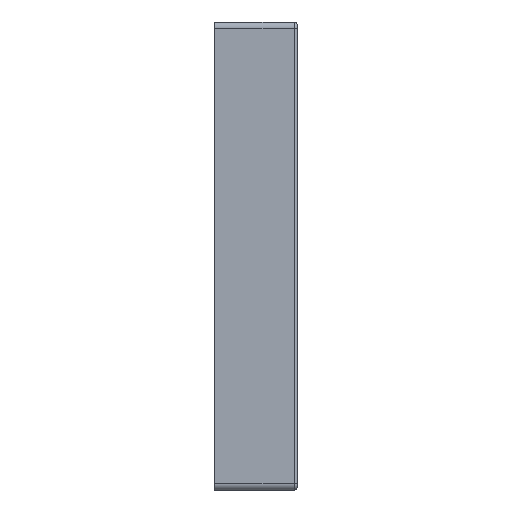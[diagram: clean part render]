
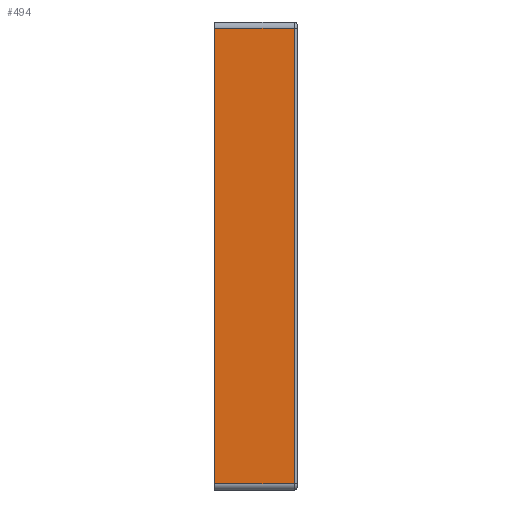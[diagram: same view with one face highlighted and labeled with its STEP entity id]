
A CAD part, left-side view. The second image highlights one B-rep face of the part: STEP entity #494.
In plain terms, the highlighted planar face has unit normal (-1, 0, 0).
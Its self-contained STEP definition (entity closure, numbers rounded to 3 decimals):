
#20 = DIRECTION ( 'NONE',  ( 0., 0., 1. ) ) ;
#44 = VERTEX_POINT ( 'NONE', #6443 ) ;
#240 = LINE ( 'NONE', #2763, #3015 ) ;
#494 = ADVANCED_FACE ( 'NONE', ( #1140 ), #7347, .F. ) ;
#703 = EDGE_CURVE ( 'NONE', #44, #6958, #2767, .T. ) ;
#861 = VECTOR ( 'NONE', #4816, 1000. ) ;
#1140 = FACE_OUTER_BOUND ( 'NONE', #5087, .T. ) ;
#1169 = LINE ( 'NONE', #3779, #6738 ) ;
#1435 = DIRECTION ( 'NONE',  ( 0., -1., 0. ) ) ;
#1638 = VERTEX_POINT ( 'NONE', #2861 ) ;
#2763 = CARTESIAN_POINT ( 'NONE',  ( -56., 13.25, -36.5 ) ) ;
#2767 = LINE ( 'NONE', #6000, #8022 ) ;
#2861 = CARTESIAN_POINT ( 'NONE',  ( -56., 13.25, -36.5 ) ) ;
#3015 = VECTOR ( 'NONE', #1435, 1000. ) ;
#3450 = EDGE_CURVE ( 'NONE', #5397, #44, #1169, .T. ) ;
#3541 = ORIENTED_EDGE ( 'NONE', *, *, #4858, .T. ) ;
#3563 = ORIENTED_EDGE ( 'NONE', *, *, #703, .T. ) ;
#3779 = CARTESIAN_POINT ( 'NONE',  ( -56., 0.5, -37.5 ) ) ;
#4325 = DIRECTION ( 'NONE',  ( 1., 0., 0. ) ) ;
#4816 = DIRECTION ( 'NONE',  ( 0., 0., 1. ) ) ;
#4858 = EDGE_CURVE ( 'NONE', #1638, #5397, #240, .T. ) ;
#5087 = EDGE_LOOP ( 'NONE', ( #3541, #7710, #3563, #7955 ) ) ;
#5261 = CARTESIAN_POINT ( 'NONE',  ( -56., 13.25, 36.5 ) ) ;
#5397 = VERTEX_POINT ( 'NONE', #7371 ) ;
#5449 = CARTESIAN_POINT ( 'NONE',  ( -56., 13.25, -37.5 ) ) ;
#5485 = DIRECTION ( 'NONE',  ( 0., 0., -1. ) ) ;
#5527 = CARTESIAN_POINT ( 'NONE',  ( -56., 13.25, -37.5 ) ) ;
#5946 = AXIS2_PLACEMENT_3D ( 'NONE', #5527, #4325, #5485 ) ;
#6000 = CARTESIAN_POINT ( 'NONE',  ( -56., 13.25, 36.5 ) ) ;
#6077 = LINE ( 'NONE', #5449, #861 ) ;
#6314 = EDGE_CURVE ( 'NONE', #1638, #6958, #6077, .T. ) ;
#6443 = CARTESIAN_POINT ( 'NONE',  ( -56., 0.5, 36.5 ) ) ;
#6738 = VECTOR ( 'NONE', #20, 1000. ) ;
#6958 = VERTEX_POINT ( 'NONE', #5261 ) ;
#7347 = PLANE ( 'NONE',  #5946 ) ;
#7371 = CARTESIAN_POINT ( 'NONE',  ( -56., 0.5, -36.5 ) ) ;
#7710 = ORIENTED_EDGE ( 'NONE', *, *, #3450, .T. ) ;
#7894 = DIRECTION ( 'NONE',  ( 0., 1., 0. ) ) ;
#7955 = ORIENTED_EDGE ( 'NONE', *, *, #6314, .F. ) ;
#8022 = VECTOR ( 'NONE', #7894, 1000. ) ;
